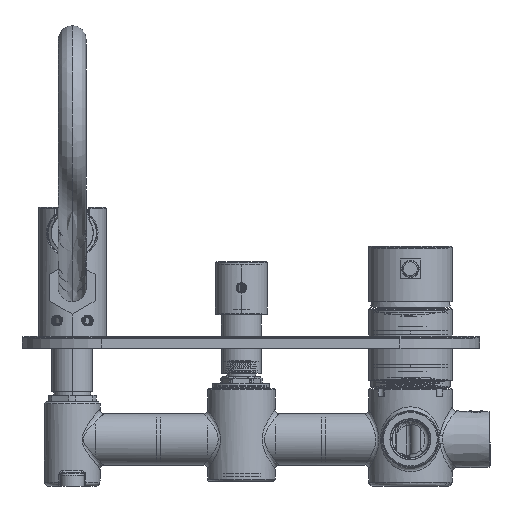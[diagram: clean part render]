
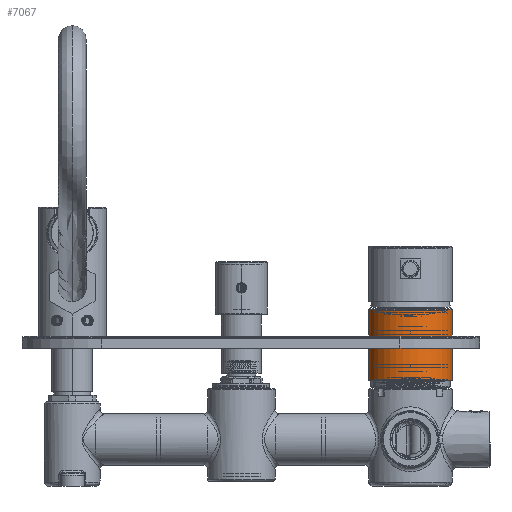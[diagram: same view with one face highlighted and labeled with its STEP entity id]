
A CAD part, top view. The second image highlights one B-rep face of the part: STEP entity #7067.
In plain terms, the highlighted cylindrical face has radius 21 mm (diameter 42 mm), a partial arc.
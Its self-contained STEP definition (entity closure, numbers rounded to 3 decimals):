
#4998=CYLINDRICAL_SURFACE('',#44198,21.);
#7067=ADVANCED_FACE('',(#9740),#4998,.T.);
#9740=FACE_OUTER_BOUND('',#12458,.T.);
#12458=EDGE_LOOP('',(#23392,#23393,#23394,#23395));
#23392=ORIENTED_EDGE('',*,*,#34215,.F.);
#23393=ORIENTED_EDGE('',*,*,#34216,.F.);
#23394=ORIENTED_EDGE('',*,*,#34217,.F.);
#23395=ORIENTED_EDGE('',*,*,#34218,.T.);
#28464=VERTEX_POINT('',#117328);
#28465=VERTEX_POINT('',#117329);
#28466=VERTEX_POINT('',#117331);
#28467=VERTEX_POINT('',#117333);
#34215=EDGE_CURVE('',#28464,#28465,#38644,.T.);
#34216=EDGE_CURVE('',#28466,#28464,#36671,.T.);
#34217=EDGE_CURVE('',#28467,#28466,#38645,.T.);
#34218=EDGE_CURVE('',#28467,#28465,#36672,.T.);
#36671=CIRCLE('',#44196,21.);
#36672=CIRCLE('',#44197,21.);
#38644=LINE('',#117327,#40402);
#38645=LINE('',#117332,#40403);
#40402=VECTOR('',#53370,1.);
#40403=VECTOR('',#53373,1.);
#44196=AXIS2_PLACEMENT_3D('',#117330,#53371,#53372);
#44197=AXIS2_PLACEMENT_3D('',#117334,#53374,#53375);
#44198=AXIS2_PLACEMENT_3D('',#117335,#53376,#53377);
#53370=DIRECTION('',(0.,1.,0.));
#53371=DIRECTION('',(0.,-1.,0.));
#53372=DIRECTION('',(1.,0.,0.));
#53373=DIRECTION('',(0.,-1.,0.));
#53374=DIRECTION('',(0.,-1.,0.));
#53375=DIRECTION('',(1.,0.,0.));
#53376=DIRECTION('',(0.,-1.,0.));
#53377=DIRECTION('',(1.,0.,0.));
#117327=CARTESIAN_POINT('',(64.,-1080.475,0.));
#117328=CARTESIAN_POINT('',(64.,-1080.475,0.));
#117329=CARTESIAN_POINT('',(64.,-1045.075,0.));
#117330=CARTESIAN_POINT('',(85.,-1080.475,0.));
#117331=CARTESIAN_POINT('',(106.,-1080.475,0.));
#117332=CARTESIAN_POINT('',(106.,-1045.075,0.));
#117333=CARTESIAN_POINT('',(106.,-1045.075,0.));
#117334=CARTESIAN_POINT('',(85.,-1045.075,0.));
#117335=CARTESIAN_POINT('',(85.,-1042.66,0.));
